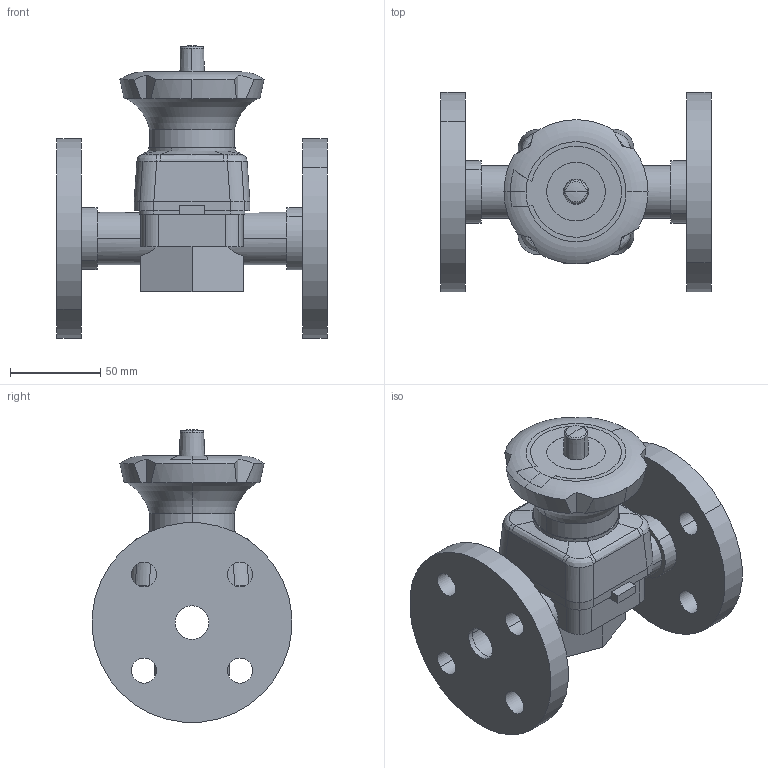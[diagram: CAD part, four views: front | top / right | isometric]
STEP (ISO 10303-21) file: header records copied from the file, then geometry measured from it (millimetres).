
FILE_DESCRIPTION(('STEP AP214'),'1');
FILE_NAME('dkom025e.stp','2017-04-07T15:36:53',('TraceParts'),('TraceParts S.A.'),'Spatial InterOp 3D',' ',' ');
FILE_SCHEMA(('automotive_design'));
Length unit declared in the file: millimetre
Products named in the file (6): dkom025e_1; dkom025e_2; dkom025e_3; dkom025e_4; dkom025e_5; dkom025e_6
Bounding box: 150 x 110.68 x 162.39 mm (x, y, z)
Volume: 612288.1 mm3; surface area: 122027.8 mm2
Topology: 6 solids, 6 shells, 216 faces, 549 edges, 353 vertices
Faces by surface type: cylinder 91, plane 83, bspline 26, torus 8, cone 8
Entity records: 9947 total; most frequent: CARTESIAN_POINT 2802, DIRECTION 1136, ORIENTED_EDGE 1094, EDGE_CURVE 547, AXIS2_PLACEMENT_3D 455, VERTEX_POINT 353, EDGE_LOOP 248, CIRCLE 235
